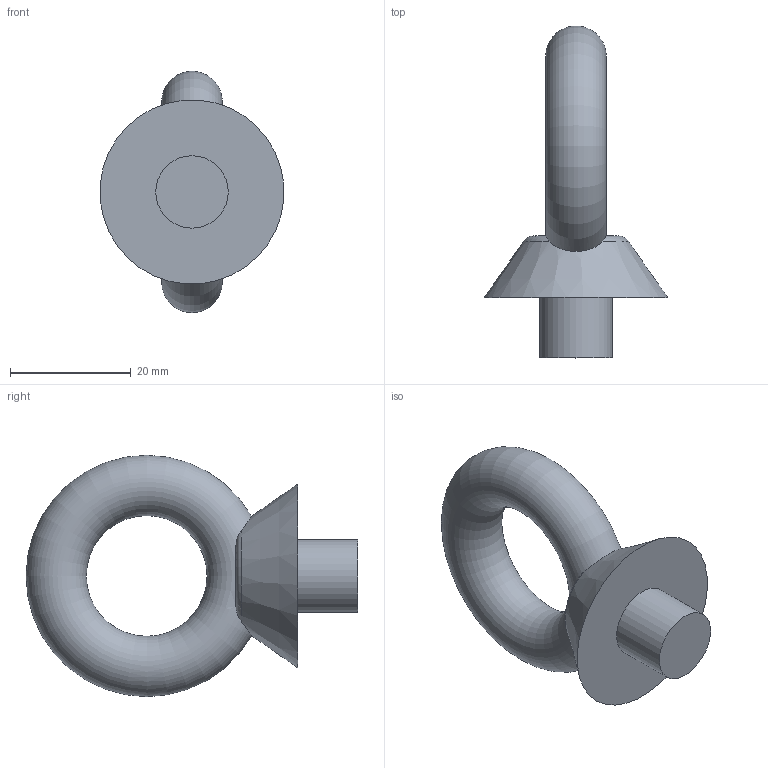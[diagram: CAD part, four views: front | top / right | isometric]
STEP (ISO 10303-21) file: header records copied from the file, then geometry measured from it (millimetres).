
FILE_DESCRIPTION(/* description */ (''),/* implementation_level */ '2;1');
FILE_NAME(/* name */ 'Крепежное кольцо.stp',/* time_stamp */ '2020-09-04T23:16:20+05:00',/* author */ ('Дом'),/* organization */ (''),/* preprocessor_version */ 'ST-DEVELOPER v18.1',/* originating_system */ 'Autodesk Inventor 2021',/* authorisation */ '');
FILE_SCHEMA (('AUTOMOTIVE_DESIGN { 1 0 10303 214 3 1 1 }'));
Length unit declared in the file: millimetre
Products named in the file (1): uљica za podizanje poklopca gornjeg kuciљt
a
Bounding box: 30.42 x 54.99 x 39.99 mm (x, y, z)
Volume: 12435.4 mm3; surface area: 4721.3 mm2
Topology: 1 solids, 1 shells, 9 faces, 20 edges, 13 vertices
Faces by surface type: plane 4, torus 3, cylinder 1, cone 1
Full cylindrical faces by diameter (mm): 12 x1
Entity records: 374 total; most frequent: CARTESIAN_POINT 132, DIRECTION 42, ORIENTED_EDGE 40, EDGE_CURVE 20, AXIS2_PLACEMENT_3D 20, VERTEX_POINT 13, EDGE_LOOP 11, CIRCLE 10
